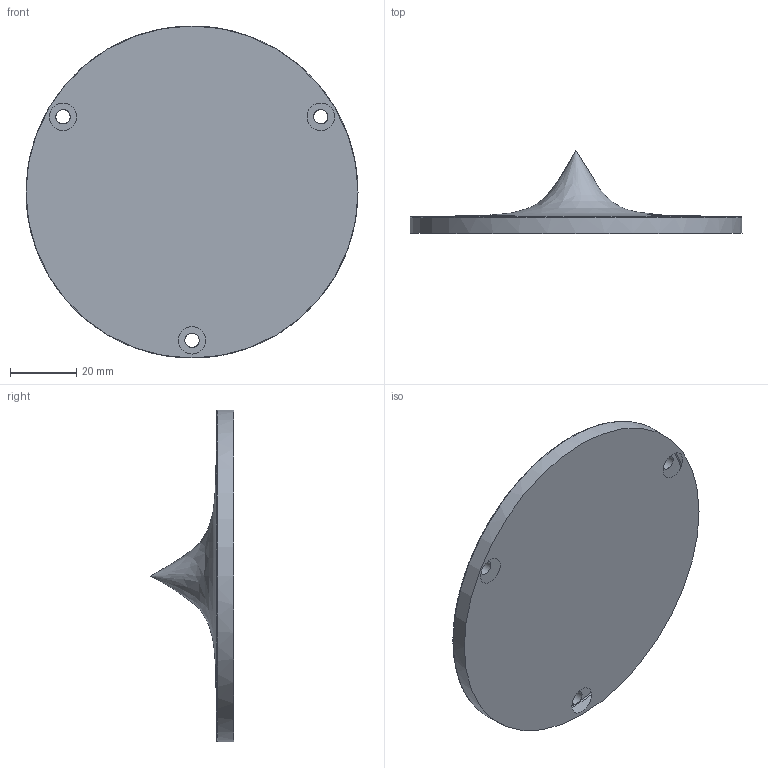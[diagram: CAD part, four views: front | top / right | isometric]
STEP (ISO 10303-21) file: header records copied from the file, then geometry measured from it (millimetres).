
FILE_DESCRIPTION(/* description */ (''),/* implementation_level */ '2;1');
FILE_NAME(/* name */ 'support silo.step',/* time_stamp */ '2022-08-26T09:01:26+02:00',/* author */ (''),/* organization */ (''),/* preprocessor_version */ 'ST-DEVELOPER v19',/* originating_system */ 'Autodesk Translation Framework v11.7.0.108',/* authorisation */ '');
FILE_SCHEMA (('AUTOMOTIVE_DESIGN { 1 0 10303 214 3 1 1 }'));
Length unit declared in the file: millimetre
Products named in the file (1): Silo Renaissance
Bounding box: 100 x 25 x 100 mm (x, y, z)
Volume: 45382.7 mm3; surface area: 17630.5 mm2
Topology: 1 solids, 1 shells, 10 faces, 26 edges, 17 vertices
Faces by surface type: cylinder 4, cone 3, bspline 2, plane 1
Full cylindrical faces by diameter (mm): 4.3 x3, 100 x1
Entity records: 652 total; most frequent: CARTESIAN_POINT 366, ORIENTED_EDGE 50, DIRECTION 41, EDGE_CURVE 25, VERTEX_POINT 17, AXIS2_PLACEMENT_3D 17, EDGE_LOOP 16, FACE_OUTER_BOUND 10
